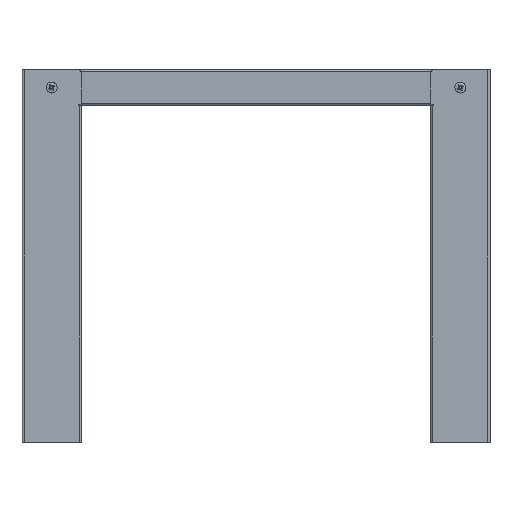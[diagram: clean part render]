
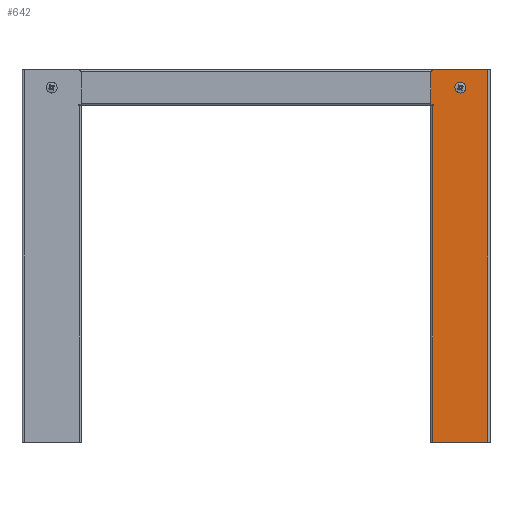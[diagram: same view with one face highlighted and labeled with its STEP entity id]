
A CAD part, front view. The second image highlights one B-rep face of the part: STEP entity #642.
In plain terms, the highlighted face is planar.
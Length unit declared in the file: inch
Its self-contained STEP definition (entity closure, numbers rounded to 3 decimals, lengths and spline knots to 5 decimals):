
#19 = VERTEX_POINT ( 'NONE', #8604 ) ;
#83 = CARTESIAN_POINT ( 'NONE',  ( -0.07874, 0., 7.15551 ) ) ;
#86 = CARTESIAN_POINT ( 'NONE',  ( -0.07874, 1.25984, 6.43701 ) ) ;
#154 = EDGE_LOOP ( 'NONE', ( #7841, #2346 ) ) ;
#236 = CARTESIAN_POINT ( 'NONE',  ( -0.07874, -1.17323, 7.91339 ) ) ;
#299 = ORIENTED_EDGE ( 'NONE', *, *, #9826, .F. ) ;
#334 = VECTOR ( 'NONE', #670, 39.37008 ) ;
#540 = CIRCLE ( 'NONE', #7560, 0.14764 ) ;
#642 = ADVANCED_FACE ( 'NONE', ( #4221, #8299 ), #944, .T. ) ;
#670 = DIRECTION ( 'NONE',  ( 0., -1., 0. ) ) ;
#944 = PLANE ( 'NONE',  #1347 ) ;
#1192 = EDGE_CURVE ( 'NONE', #7355, #2309, #4211, .T. ) ;
#1347 = AXIS2_PLACEMENT_3D ( 'NONE', #6759, #6646, #4392 ) ;
#1352 = DIRECTION ( 'NONE',  ( 0., -1., 0. ) ) ;
#1545 = VECTOR ( 'NONE', #6869, 39.37008 ) ;
#1642 = AXIS2_PLACEMENT_3D ( 'NONE', #7249, #4022, #10534 ) ;
#1815 = EDGE_CURVE ( 'NONE', #7931, #4504, #3873, .T. ) ;
#2138 = CARTESIAN_POINT ( 'NONE',  ( -0.07874, 1.17323, -7.91339 ) ) ;
#2271 = CIRCLE ( 'NONE', #8967, 0.14764 ) ;
#2302 = VERTEX_POINT ( 'NONE', #8294 ) ;
#2309 = VERTEX_POINT ( 'NONE', #4109 ) ;
#2346 = ORIENTED_EDGE ( 'NONE', *, *, #4486, .T. ) ;
#2347 = DIRECTION ( 'NONE',  ( 0., 0., 1. ) ) ;
#2375 = VECTOR ( 'NONE', #3778, 39.37008 ) ;
#2565 = EDGE_CURVE ( 'NONE', #3714, #7355, #7133, .T. ) ;
#2855 = DIRECTION ( 'NONE',  ( 0., 1., 0. ) ) ;
#2857 = ORIENTED_EDGE ( 'NONE', *, *, #4190, .T. ) ;
#3053 = ORIENTED_EDGE ( 'NONE', *, *, #2565, .F. ) ;
#3140 = VECTOR ( 'NONE', #7747, 39.37008 ) ;
#3332 = ORIENTED_EDGE ( 'NONE', *, *, #1815, .T. ) ;
#3409 = DIRECTION ( 'NONE',  ( 0., 0., -1. ) ) ;
#3714 = VERTEX_POINT ( 'NONE', #6824 ) ;
#3778 = DIRECTION ( 'NONE',  ( 0., 0., 1. ) ) ;
#3873 = LINE ( 'NONE', #5600, #6842 ) ;
#4022 = DIRECTION ( 'NONE',  ( -1., 0., 0. ) ) ;
#4109 = CARTESIAN_POINT ( 'NONE',  ( -0.07874, 1.13386, 6.43701 ) ) ;
#4190 = EDGE_CURVE ( 'NONE', #2302, #5883, #7779, .T. ) ;
#4211 = LINE ( 'NONE', #9964, #2375 ) ;
#4221 = FACE_BOUND ( 'NONE', #154, .T. ) ;
#4392 = DIRECTION ( 'NONE',  ( 0., 0., 1. ) ) ;
#4486 = EDGE_CURVE ( 'NONE', #5828, #7580, #540, .T. ) ;
#4504 = VERTEX_POINT ( 'NONE', #9763 ) ;
#4565 = CARTESIAN_POINT ( 'NONE',  ( -0.07874, 1.13386, 6.39764 ) ) ;
#4723 = LINE ( 'NONE', #9719, #9656 ) ;
#5600 = CARTESIAN_POINT ( 'NONE',  ( -0.07874, 1.17323, -7.91339 ) ) ;
#5713 = DIRECTION ( 'NONE',  ( 0., 0., -1. ) ) ;
#5785 = ORIENTED_EDGE ( 'NONE', *, *, #6356, .T. ) ;
#5828 = VERTEX_POINT ( 'NONE', #9108 ) ;
#5883 = VERTEX_POINT ( 'NONE', #86 ) ;
#5889 = CARTESIAN_POINT ( 'NONE',  ( -0.07874, -1.17323, 7.91339 ) ) ;
#6303 = CIRCLE ( 'NONE', #1642, 0.11811 ) ;
#6356 = EDGE_CURVE ( 'NONE', #8132, #19, #7755, .T. ) ;
#6514 = CARTESIAN_POINT ( 'NONE',  ( -0.07874, -1.17323, 7.91339 ) ) ;
#6646 = DIRECTION ( 'NONE',  ( -1., 0., 0. ) ) ;
#6759 = CARTESIAN_POINT ( 'NONE',  ( -0.07874, 0., 0. ) ) ;
#6807 = ORIENTED_EDGE ( 'NONE', *, *, #10211, .F. ) ;
#6824 = CARTESIAN_POINT ( 'NONE',  ( -0.07874, 1.17323, 6.39764 ) ) ;
#6842 = VECTOR ( 'NONE', #1352, 39.37008 ) ;
#6869 = DIRECTION ( 'NONE',  ( 0., 0., -1. ) ) ;
#6904 = ORIENTED_EDGE ( 'NONE', *, *, #1192, .F. ) ;
#7004 = CARTESIAN_POINT ( 'NONE',  ( -0.07874, 1.13386, 6.43701 ) ) ;
#7133 = LINE ( 'NONE', #7279, #334 ) ;
#7135 = VECTOR ( 'NONE', #2855, 39.37008 ) ;
#7160 = EDGE_CURVE ( 'NONE', #19, #2302, #6303, .T. ) ;
#7249 = CARTESIAN_POINT ( 'NONE',  ( -0.07874, 1.14173, 7.79528 ) ) ;
#7279 = CARTESIAN_POINT ( 'NONE',  ( -0.07874, 1.17323, 6.39764 ) ) ;
#7296 = CARTESIAN_POINT ( 'NONE',  ( -0.07874, 0., 7.00787 ) ) ;
#7355 = VERTEX_POINT ( 'NONE', #4565 ) ;
#7447 = DIRECTION ( 'NONE',  ( 1., 0., 0. ) ) ;
#7558 = EDGE_CURVE ( 'NONE', #7931, #3714, #4723, .T. ) ;
#7560 = AXIS2_PLACEMENT_3D ( 'NONE', #83, #9105, #9871 ) ;
#7563 = ORIENTED_EDGE ( 'NONE', *, *, #7558, .F. ) ;
#7580 = VERTEX_POINT ( 'NONE', #7296 ) ;
#7723 = EDGE_LOOP ( 'NONE', ( #8914, #2857, #299, #6904, #3053, #7563, #3332, #6807, #5785 ) ) ;
#7747 = DIRECTION ( 'NONE',  ( 0., 1., 0. ) ) ;
#7750 = EDGE_CURVE ( 'NONE', #7580, #5828, #2271, .T. ) ;
#7755 = LINE ( 'NONE', #236, #7135 ) ;
#7779 = LINE ( 'NONE', #9279, #1545 ) ;
#7841 = ORIENTED_EDGE ( 'NONE', *, *, #7750, .T. ) ;
#7931 = VERTEX_POINT ( 'NONE', #2138 ) ;
#8132 = VERTEX_POINT ( 'NONE', #5889 ) ;
#8262 = LINE ( 'NONE', #6514, #8462 ) ;
#8294 = CARTESIAN_POINT ( 'NONE',  ( -0.07874, 1.25984, 7.79528 ) ) ;
#8299 = FACE_OUTER_BOUND ( 'NONE', #7723, .T. ) ;
#8462 = VECTOR ( 'NONE', #5713, 39.37008 ) ;
#8604 = CARTESIAN_POINT ( 'NONE',  ( -0.07874, 1.14173, 7.91339 ) ) ;
#8914 = ORIENTED_EDGE ( 'NONE', *, *, #7160, .T. ) ;
#8967 = AXIS2_PLACEMENT_3D ( 'NONE', #9062, #7447, #3409 ) ;
#9062 = CARTESIAN_POINT ( 'NONE',  ( -0.07874, 0., 7.15551 ) ) ;
#9105 = DIRECTION ( 'NONE',  ( 1., 0., 0. ) ) ;
#9108 = CARTESIAN_POINT ( 'NONE',  ( -0.07874, 0., 7.30315 ) ) ;
#9279 = CARTESIAN_POINT ( 'NONE',  ( -0.07874, 1.25984, 7.79528 ) ) ;
#9307 = LINE ( 'NONE', #7004, #3140 ) ;
#9656 = VECTOR ( 'NONE', #2347, 39.37008 ) ;
#9719 = CARTESIAN_POINT ( 'NONE',  ( -0.07874, 1.17323, -7.91339 ) ) ;
#9763 = CARTESIAN_POINT ( 'NONE',  ( -0.07874, -1.17323, -7.91339 ) ) ;
#9826 = EDGE_CURVE ( 'NONE', #2309, #5883, #9307, .T. ) ;
#9871 = DIRECTION ( 'NONE',  ( 0., 0., 1. ) ) ;
#9964 = CARTESIAN_POINT ( 'NONE',  ( -0.07874, 1.13386, 6.39764 ) ) ;
#10211 = EDGE_CURVE ( 'NONE', #8132, #4504, #8262, .T. ) ;
#10534 = DIRECTION ( 'NONE',  ( 0., 0., 1. ) ) ;
